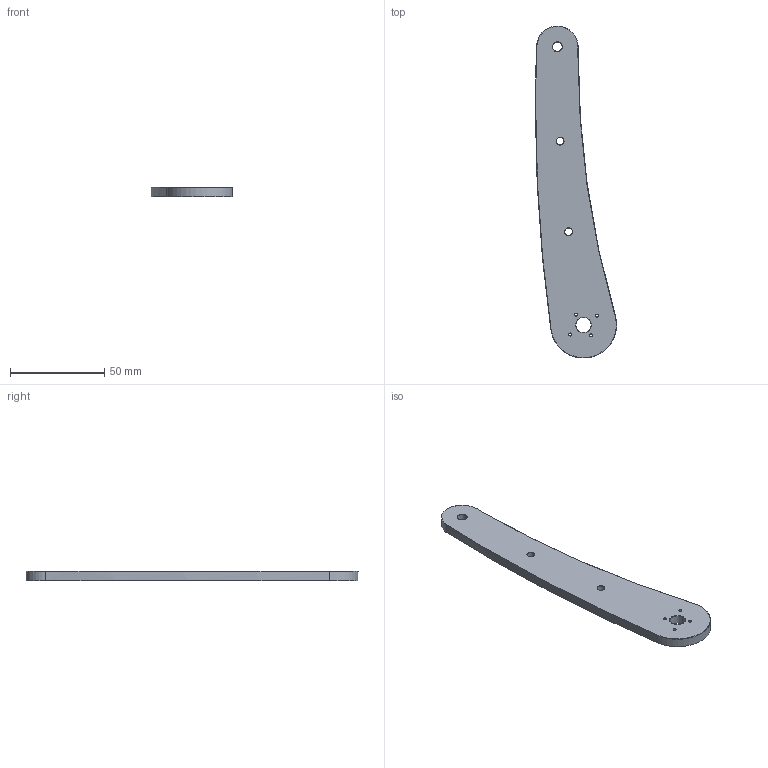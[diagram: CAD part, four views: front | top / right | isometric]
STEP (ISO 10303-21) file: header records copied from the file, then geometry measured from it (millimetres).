
FILE_DESCRIPTION (( 'STEP AP203' ), '1' );
FILE_NAME ('Part2-m_Default_sldprt.STEP', '2018-07-13T16:59:11', ( '' ), ( '' ), 'SwSTEP 2.0', 'SolidWorks 2014', '' );
FILE_SCHEMA (( 'CONFIG_CONTROL_DESIGN' ));
Length unit declared in the file: millimetre
Products named in the file (1): Part2-m_Default_sldprt
Bounding box: 42.98 x 175.82 x 5 mm (x, y, z)
Volume: 22984.8 mm3; surface area: 11525.7 mm2
Topology: 1 solids, 1 shells, 38 faces, 96 edges, 60 vertices
Faces by surface type: cylinder 22, torus 14, plane 2
Entity records: 1287 total; most frequent: DIRECTION 248, CARTESIAN_POINT 195, ORIENTED_EDGE 192, AXIS2_PLACEMENT_3D 113, EDGE_CURVE 96, CIRCLE 74, VERTEX_POINT 60, EDGE_LOOP 54
